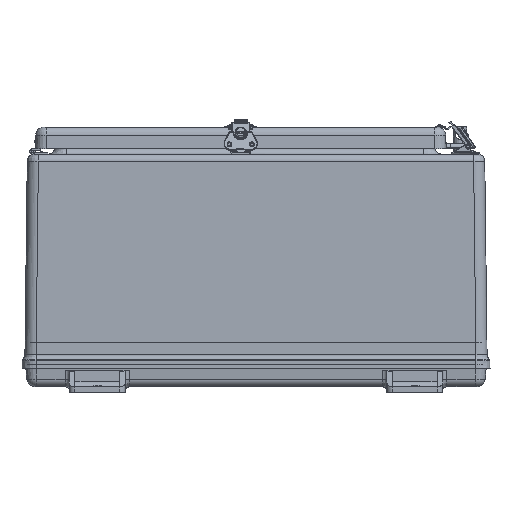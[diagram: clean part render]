
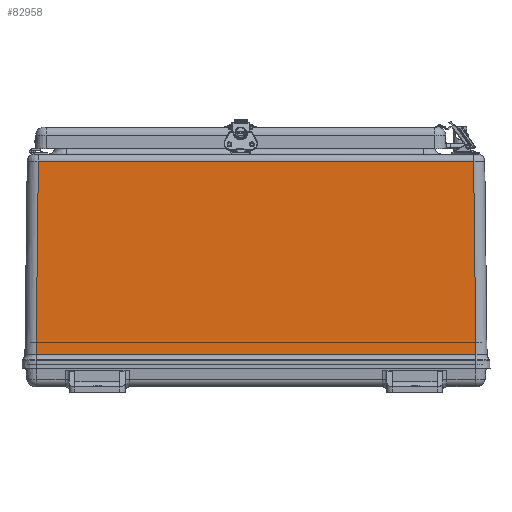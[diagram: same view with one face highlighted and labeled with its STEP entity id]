
A CAD part, front view. The second image highlights one B-rep face of the part: STEP entity #82958.
In plain terms, the highlighted planar face has unit normal (0, -1, 0.012).
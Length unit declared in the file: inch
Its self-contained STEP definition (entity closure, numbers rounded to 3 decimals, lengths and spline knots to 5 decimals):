
#1271 = VERTEX_POINT ( 'NONE', #94941 ) ;
#4802 = LINE ( 'NONE', #72170, #59615 ) ;
#5421 = DIRECTION ( 'NONE',  ( 1., 0., 0. ) ) ;
#5467 = CARTESIAN_POINT ( 'NONE',  ( -9.86846, -15.24058, -0.00656 ) ) ;
#5673 = CARTESIAN_POINT ( 'NONE',  ( -9.86846, -15.2405, 0. ) ) ;
#5923 = CARTESIAN_POINT ( 'NONE',  ( -10.36845, -15.1374, 8.68884 ) ) ;
#6464 = LINE ( 'NONE', #66599, #8799 ) ;
#6872 = VECTOR ( 'NONE', #5421, 39.37008 ) ;
#8799 = VECTOR ( 'NONE', #35256, 39.37008 ) ;
#9214 = VECTOR ( 'NONE', #76598, 39.37008 ) ;
#14482 = EDGE_CURVE ( 'NONE', #84477, #58191, #6464, .T. ) ;
#19716 = ORIENTED_EDGE ( 'NONE', *, *, #69380, .T. ) ;
#20695 = LINE ( 'NONE', #5673, #24272 ) ;
#23594 = CARTESIAN_POINT ( 'NONE',  ( -10.36845, -15.2405, 0. ) ) ;
#24248 = DIRECTION ( 'NONE',  ( 0., -1., 0.012 ) ) ;
#24272 = VECTOR ( 'NONE', #57799, 39.37008 ) ;
#25990 = ORIENTED_EDGE ( 'NONE', *, *, #49016, .F. ) ;
#26082 = ORIENTED_EDGE ( 'NONE', *, *, #38146, .F. ) ;
#29958 = VERTEX_POINT ( 'NONE', #51917 ) ;
#34713 = CARTESIAN_POINT ( 'NONE',  ( -10.36845, -15.24058, -0.00656 ) ) ;
#35119 = VECTOR ( 'NONE', #96231, 39.37008 ) ;
#35256 = DIRECTION ( 'NONE',  ( -0.012, 0.012, 1. ) ) ;
#35495 = AXIS2_PLACEMENT_3D ( 'NONE', #23594, #24248, #76479 ) ;
#38146 = EDGE_CURVE ( 'NONE', #69106, #1271, #4802, .T. ) ;
#40448 = ORIENTED_EDGE ( 'NONE', *, *, #14482, .T. ) ;
#45092 = VERTEX_POINT ( 'NONE', #5467 ) ;
#45302 = EDGE_LOOP ( 'NONE', ( #26082, #66278, #78501, #25990, #40448, #19716 ) ) ;
#47063 = FACE_OUTER_BOUND ( 'NONE', #45302, .T. ) ;
#49016 = EDGE_CURVE ( 'NONE', #84477, #29958, #61709, .T. ) ;
#50401 = EDGE_CURVE ( 'NONE', #69106, #45092, #20695, .T. ) ;
#51917 = CARTESIAN_POINT ( 'NONE',  ( 9.86846, -15.24058, -0.00656 ) ) ;
#54422 = CARTESIAN_POINT ( 'NONE',  ( 9.86847, -15.2405, 0. ) ) ;
#57799 = DIRECTION ( 'NONE',  ( 0., -0.012, -1. ) ) ;
#57990 = CARTESIAN_POINT ( 'NONE',  ( 9.76539, -15.1374, 8.68884 ) ) ;
#58191 = VERTEX_POINT ( 'NONE', #57990 ) ;
#59615 = VECTOR ( 'NONE', #79356, 39.37008 ) ;
#61709 = LINE ( 'NONE', #83774, #9214 ) ;
#66278 = ORIENTED_EDGE ( 'NONE', *, *, #50401, .T. ) ;
#66410 = LINE ( 'NONE', #34713, #6872 ) ;
#66599 = CARTESIAN_POINT ( 'NONE',  ( 9.86849, -15.2405, 0. ) ) ;
#69016 = PLANE ( 'NONE',  #35495 ) ;
#69106 = VERTEX_POINT ( 'NONE', #69906 ) ;
#69380 = EDGE_CURVE ( 'NONE', #58191, #1271, #71431, .T. ) ;
#69906 = CARTESIAN_POINT ( 'NONE',  ( -9.86847, -15.2405, 0. ) ) ;
#71431 = LINE ( 'NONE', #5923, #35119 ) ;
#72170 = CARTESIAN_POINT ( 'NONE',  ( -9.86641, -15.23843, 0.17485 ) ) ;
#76479 = DIRECTION ( 'NONE',  ( 0., -0.012, -1. ) ) ;
#76598 = DIRECTION ( 'NONE',  ( 0., -0.012, -1. ) ) ;
#77156 = EDGE_CURVE ( 'NONE', #45092, #29958, #66410, .T. ) ;
#78501 = ORIENTED_EDGE ( 'NONE', *, *, #77156, .T. ) ;
#79356 = DIRECTION ( 'NONE',  ( 0.012, 0.012, 1. ) ) ;
#82958 = ADVANCED_FACE ( 'NONE', ( #47063 ), #69016, .T. ) ;
#83774 = CARTESIAN_POINT ( 'NONE',  ( 9.86846, -15.24054, -0.00328 ) ) ;
#84477 = VERTEX_POINT ( 'NONE', #54422 ) ;
#94941 = CARTESIAN_POINT ( 'NONE',  ( -9.76539, -15.1374, 8.68884 ) ) ;
#96231 = DIRECTION ( 'NONE',  ( -1., 0., 0. ) ) ;
